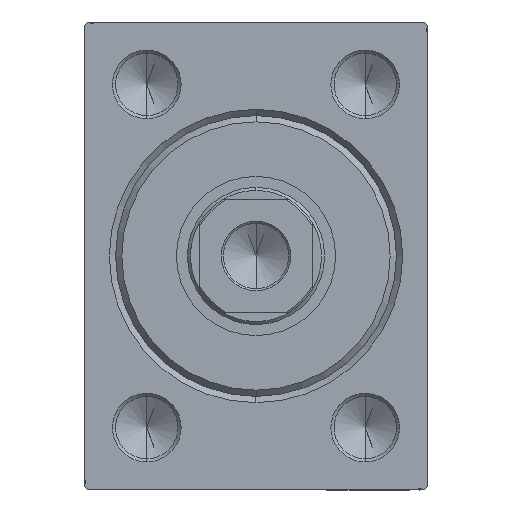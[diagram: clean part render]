
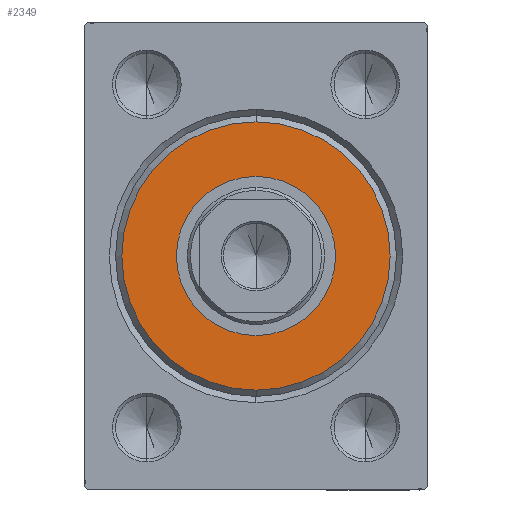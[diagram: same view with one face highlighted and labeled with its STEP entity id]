
A CAD part, left-side view. The second image highlights one B-rep face of the part: STEP entity #2349.
In plain terms, the highlighted face is planar.
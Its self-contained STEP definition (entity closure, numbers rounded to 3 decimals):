
#1359 = ORIENTED_EDGE ( 'NONE', *, *, #36701, .T. ) ;
#2349 = ADVANCED_FACE ( 'NONE', ( #39219, #42582 ), #9345, .T. ) ;
#3726 = CIRCLE ( 'NONE', #17247, 21.5 ) ;
#4407 = DIRECTION ( 'NONE',  ( 1., 0., 0. ) ) ;
#8901 = DIRECTION ( 'NONE',  ( 1., 0., 0. ) ) ;
#9345 = PLANE ( 'NONE',  #17924 ) ;
#9386 = CIRCLE ( 'NONE', #17213, 12.75 ) ;
#10951 = AXIS2_PLACEMENT_3D ( 'NONE', #42625, #25462, #33272 ) ;
#11057 = CARTESIAN_POINT ( 'NONE',  ( 3., 0., 0. ) ) ;
#11082 = VERTEX_POINT ( 'NONE', #16159 ) ;
#13032 = EDGE_CURVE ( 'NONE', #19685, #14160, #26655, .T. ) ;
#13501 = DIRECTION ( 'NONE',  ( 0., 0., -1. ) ) ;
#14160 = VERTEX_POINT ( 'NONE', #25164 ) ;
#15854 = ORIENTED_EDGE ( 'NONE', *, *, #41373, .T. ) ;
#16049 = DIRECTION ( 'NONE',  ( 0., 0., -1. ) ) ;
#16159 = CARTESIAN_POINT ( 'NONE',  ( 3., 0., -12.75 ) ) ;
#17213 = AXIS2_PLACEMENT_3D ( 'NONE', #17498, #20611, #13501 ) ;
#17247 = AXIS2_PLACEMENT_3D ( 'NONE', #27615, #4407, #38094 ) ;
#17498 = CARTESIAN_POINT ( 'NONE',  ( 3., 0., 0. ) ) ;
#17924 = AXIS2_PLACEMENT_3D ( 'NONE', #22950, #8901, #16049 ) ;
#18186 = DIRECTION ( 'NONE',  ( 0., 0., -1. ) ) ;
#19157 = ORIENTED_EDGE ( 'NONE', *, *, #35831, .T. ) ;
#19685 = VERTEX_POINT ( 'NONE', #27497 ) ;
#20611 = DIRECTION ( 'NONE',  ( -1., 0., 0. ) ) ;
#22950 = CARTESIAN_POINT ( 'NONE',  ( 3., 0., 0. ) ) ;
#25164 = CARTESIAN_POINT ( 'NONE',  ( 3., 0., -21.5 ) ) ;
#25462 = DIRECTION ( 'NONE',  ( -1., 0., 0. ) ) ;
#26655 = CIRCLE ( 'NONE', #31651, 21.5 ) ;
#27497 = CARTESIAN_POINT ( 'NONE',  ( 3., 0., 21.5 ) ) ;
#27615 = CARTESIAN_POINT ( 'NONE',  ( 3., 0., 0. ) ) ;
#31651 = AXIS2_PLACEMENT_3D ( 'NONE', #11057, #35151, #18186 ) ;
#32376 = EDGE_LOOP ( 'NONE', ( #35275, #1359 ) ) ;
#32685 = EDGE_LOOP ( 'NONE', ( #19157, #15854 ) ) ;
#33272 = DIRECTION ( 'NONE',  ( 0., 0., -1. ) ) ;
#34464 = CIRCLE ( 'NONE', #10951, 12.75 ) ;
#35151 = DIRECTION ( 'NONE',  ( 1., 0., 0. ) ) ;
#35275 = ORIENTED_EDGE ( 'NONE', *, *, #13032, .T. ) ;
#35656 = CARTESIAN_POINT ( 'NONE',  ( 3., 0., 12.75 ) ) ;
#35831 = EDGE_CURVE ( 'NONE', #39458, #11082, #9386, .T. ) ;
#36701 = EDGE_CURVE ( 'NONE', #14160, #19685, #3726, .T. ) ;
#38094 = DIRECTION ( 'NONE',  ( 0., 0., -1. ) ) ;
#39219 = FACE_OUTER_BOUND ( 'NONE', #32376, .T. ) ;
#39458 = VERTEX_POINT ( 'NONE', #35656 ) ;
#41373 = EDGE_CURVE ( 'NONE', #11082, #39458, #34464, .T. ) ;
#42582 = FACE_BOUND ( 'NONE', #32685, .T. ) ;
#42625 = CARTESIAN_POINT ( 'NONE',  ( 3., 0., 0. ) ) ;
